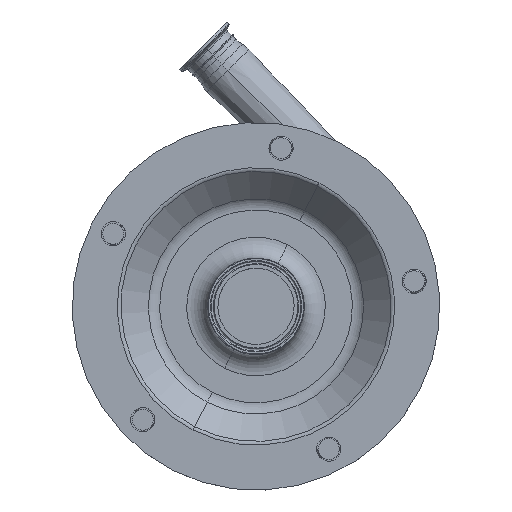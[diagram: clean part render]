
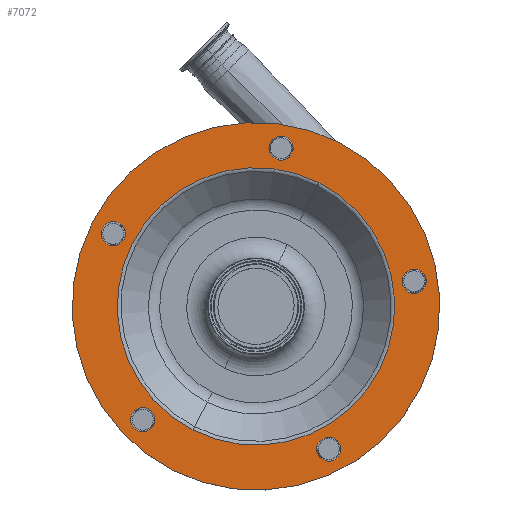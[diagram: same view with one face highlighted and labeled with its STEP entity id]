
A CAD part, top view. The second image highlights one B-rep face of the part: STEP entity #7072.
In plain terms, the highlighted planar face has unit normal (0, 0, 1).
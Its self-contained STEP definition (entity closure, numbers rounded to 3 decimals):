
#11 = PLANE ( 'NONE',  #9545 ) ;
#101 = ORIENTED_EDGE ( 'NONE', *, *, #3322, .F. ) ;
#189 = CARTESIAN_POINT ( 'NONE',  ( 74.454, -125.632, 321.5 ) ) ;
#326 = EDGE_CURVE ( 'NONE', #10815, #1482, #1977, .T. ) ;
#396 = DIRECTION ( 'NONE',  ( 0., 0., 1. ) ) ;
#433 = DIRECTION ( 'NONE',  ( 0., 0., -1. ) ) ;
#440 = CARTESIAN_POINT ( 'NONE',  ( 0., 0., 321.5 ) ) ;
#533 = ORIENTED_EDGE ( 'NONE', *, *, #8802, .F. ) ;
#579 = AXIS2_PLACEMENT_3D ( 'NONE', #11659, #2975, #3156 ) ;
#681 = CARTESIAN_POINT ( 'NONE',  ( 23.856, 150.622, 321.5 ) ) ;
#937 = FACE_BOUND ( 'NONE', #9716, .T. ) ;
#981 = DIRECTION ( 'NONE',  ( 0., 0., 1. ) ) ;
#1004 = DIRECTION ( 'NONE',  ( 0.454, 0.891, 0. ) ) ;
#1214 = CIRCLE ( 'NONE', #11331, 11.5 ) ;
#1239 = VERTEX_POINT ( 'NONE', #2127 ) ;
#1265 = VERTEX_POINT ( 'NONE', #5403 ) ;
#1288 = DIRECTION ( 'NONE',  ( 0.454, 0.891, 0. ) ) ;
#1425 = DIRECTION ( 'NONE',  ( -0.454, -0.891, 0. ) ) ;
#1443 = CARTESIAN_POINT ( 'NONE',  ( 79.448, 155.926, 321.5 ) ) ;
#1482 = VERTEX_POINT ( 'NONE', #6858 ) ;
#1617 = AXIS2_PLACEMENT_3D ( 'NONE', #11823, #11763, #2321 ) ;
#1946 = VERTEX_POINT ( 'NONE', #9641 ) ;
#1968 = CIRCLE ( 'NONE', #11087, 11.5 ) ;
#1977 = CIRCLE ( 'NONE', #6930, 11.5 ) ;
#1983 = AXIS2_PLACEMENT_3D ( 'NONE', #2293, #433, #6059 ) ;
#2004 = ORIENTED_EDGE ( 'NONE', *, *, #3882, .F. ) ;
#2103 = DIRECTION ( 'NONE',  ( -0.454, -0.891, 0. ) ) ;
#2127 = CARTESIAN_POINT ( 'NONE',  ( 59.959, 117.676, 321.5 ) ) ;
#2293 = CARTESIAN_POINT ( 'NONE',  ( 0., 0., 321.5 ) ) ;
#2321 = DIRECTION ( 'NONE',  ( -0.454, -0.891, 0. ) ) ;
#2343 = EDGE_LOOP ( 'NONE', ( #533, #7701 ) ) ;
#2611 = CIRCLE ( 'NONE', #9946, 11.5 ) ;
#2947 = ORIENTED_EDGE ( 'NONE', *, *, #6176, .F. ) ;
#2975 = DIRECTION ( 'NONE',  ( 0., 0., 1. ) ) ;
#3156 = DIRECTION ( 'NONE',  ( 0.454, 0.891, 0. ) ) ;
#3322 = EDGE_CURVE ( 'NONE', #10953, #8984, #2611, .T. ) ;
#3342 = DIRECTION ( 'NONE',  ( 0.454, 0.891, 0. ) ) ;
#3452 = CIRCLE ( 'NONE', #9215, 11.5 ) ;
#3596 = DIRECTION ( 'NONE',  ( 0.454, 0.891, 0. ) ) ;
#3605 = AXIS2_PLACEMENT_3D ( 'NONE', #5738, #981, #10595 ) ;
#3608 = AXIS2_PLACEMENT_3D ( 'NONE', #11860, #6259, #3596 ) ;
#3610 = DIRECTION ( 'NONE',  ( 0.454, 0.891, 0. ) ) ;
#3726 = FACE_BOUND ( 'NONE', #11936, .T. ) ;
#3735 = CARTESIAN_POINT ( 'NONE',  ( -107.834, -107.834, 321.5 ) ) ;
#3882 = EDGE_CURVE ( 'NONE', #4834, #8153, #11537, .T. ) ;
#3967 = FACE_BOUND ( 'NONE', #2343, .T. ) ;
#4177 = CARTESIAN_POINT ( 'NONE',  ( -107.834, -107.834, 321.5 ) ) ;
#4395 = DIRECTION ( 'NONE',  ( 0.454, 0.891, 0. ) ) ;
#4407 = CIRCLE ( 'NONE', #10945, 11.5 ) ;
#4430 = CARTESIAN_POINT ( 'NONE',  ( -141.099, 58.987, 321.5 ) ) ;
#4532 = EDGE_CURVE ( 'NONE', #1482, #10815, #1968, .T. ) ;
#4767 = ORIENTED_EDGE ( 'NONE', *, *, #9561, .F. ) ;
#4771 = FACE_BOUND ( 'NONE', #8142, .T. ) ;
#4834 = VERTEX_POINT ( 'NONE', #189 ) ;
#4841 = ORIENTED_EDGE ( 'NONE', *, *, #12039, .F. ) ;
#4913 = CIRCLE ( 'NONE', #10484, 175. ) ;
#5004 = DIRECTION ( 'NONE',  ( -0.454, -0.891, 0. ) ) ;
#5034 = CIRCLE ( 'NONE', #7225, 11.5 ) ;
#5035 = DIRECTION ( 'NONE',  ( 0., 0., 1. ) ) ;
#5320 = CARTESIAN_POINT ( 'NONE',  ( 23.856, 150.622, 321.5 ) ) ;
#5403 = CARTESIAN_POINT ( 'NONE',  ( -59.959, -117.676, 321.5 ) ) ;
#5418 = CARTESIAN_POINT ( 'NONE',  ( -113.055, -118.08, 321.5 ) ) ;
#5639 = VERTEX_POINT ( 'NONE', #6628 ) ;
#5738 = CARTESIAN_POINT ( 'NONE',  ( 69.234, -135.878, 321.5 ) ) ;
#5746 = EDGE_CURVE ( 'NONE', #5639, #1946, #1214, .T. ) ;
#5763 = EDGE_CURVE ( 'NONE', #1265, #1239, #9379, .T. ) ;
#5940 = ORIENTED_EDGE ( 'NONE', *, *, #4532, .F. ) ;
#6050 = ORIENTED_EDGE ( 'NONE', *, *, #5746, .F. ) ;
#6059 = DIRECTION ( 'NONE',  ( -0.454, -0.891, 0. ) ) ;
#6176 = EDGE_CURVE ( 'NONE', #8153, #4834, #8968, .T. ) ;
#6230 = EDGE_CURVE ( 'NONE', #1239, #1265, #7339, .T. ) ;
#6259 = DIRECTION ( 'NONE',  ( 0., 0., 1. ) ) ;
#6351 = EDGE_CURVE ( 'NONE', #12242, #8429, #8737, .T. ) ;
#6553 = AXIS2_PLACEMENT_3D ( 'NONE', #11360, #11849, #5004 ) ;
#6628 = CARTESIAN_POINT ( 'NONE',  ( 145.402, 13.61, 321.5 ) ) ;
#6824 = FACE_OUTER_BOUND ( 'NONE', #7280, .T. ) ;
#6858 = CARTESIAN_POINT ( 'NONE',  ( -102.613, -97.587, 321.5 ) ) ;
#6930 = AXIS2_PLACEMENT_3D ( 'NONE', #3735, #9509, #1004 ) ;
#6981 = EDGE_LOOP ( 'NONE', ( #12052, #12021 ) ) ;
#7072 = ADVANCED_FACE ( 'NONE', ( #4771, #3726, #9442, #3967, #8579, #6824, #937 ), #11, .F. ) ;
#7225 = AXIS2_PLACEMENT_3D ( 'NONE', #681, #10105, #3342 ) ;
#7251 = DIRECTION ( 'NONE',  ( 0., 0., 1. ) ) ;
#7280 = EDGE_LOOP ( 'NONE', ( #11798, #4841 ) ) ;
#7339 = CIRCLE ( 'NONE', #6553, 132.071 ) ;
#7431 = VERTEX_POINT ( 'NONE', #7719 ) ;
#7458 = EDGE_LOOP ( 'NONE', ( #4767, #6050 ) ) ;
#7578 = DIRECTION ( 'NONE',  ( 0., 0., -1. ) ) ;
#7701 = ORIENTED_EDGE ( 'NONE', *, *, #8539, .F. ) ;
#7719 = CARTESIAN_POINT ( 'NONE',  ( 29.077, 160.869, 321.5 ) ) ;
#7960 = DIRECTION ( 'NONE',  ( 0.454, 0.891, 0. ) ) ;
#8142 = EDGE_LOOP ( 'NONE', ( #5940, #12099 ) ) ;
#8153 = VERTEX_POINT ( 'NONE', #10326 ) ;
#8396 = DIRECTION ( 'NONE',  ( 0., 0., 1. ) ) ;
#8429 = VERTEX_POINT ( 'NONE', #1443 ) ;
#8506 = VERTEX_POINT ( 'NONE', #11818 ) ;
#8539 = EDGE_CURVE ( 'NONE', #8506, #7431, #3452, .T. ) ;
#8579 = FACE_BOUND ( 'NONE', #6981, .T. ) ;
#8674 = CARTESIAN_POINT ( 'NONE',  ( -79.448, -155.926, 321.5 ) ) ;
#8737 = CIRCLE ( 'NONE', #1983, 175. ) ;
#8802 = EDGE_CURVE ( 'NONE', #7431, #8506, #5034, .T. ) ;
#8898 = CARTESIAN_POINT ( 'NONE',  ( 150.622, 23.856, 321.5 ) ) ;
#8968 = CIRCLE ( 'NONE', #3605, 11.5 ) ;
#8984 = VERTEX_POINT ( 'NONE', #4430 ) ;
#9215 = AXIS2_PLACEMENT_3D ( 'NONE', #5320, #8396, #3610 ) ;
#9379 = CIRCLE ( 'NONE', #1617, 132.071 ) ;
#9442 = FACE_BOUND ( 'NONE', #7458, .T. ) ;
#9464 = CARTESIAN_POINT ( 'NONE',  ( -130.658, 79.48, 321.5 ) ) ;
#9509 = DIRECTION ( 'NONE',  ( 0., 0., 1. ) ) ;
#9545 = AXIS2_PLACEMENT_3D ( 'NONE', #10606, #7578, #2103 ) ;
#9552 = CARTESIAN_POINT ( 'NONE',  ( -135.878, 69.234, 321.5 ) ) ;
#9561 = EDGE_CURVE ( 'NONE', #1946, #5639, #4407, .T. ) ;
#9641 = CARTESIAN_POINT ( 'NONE',  ( 155.843, 34.103, 321.5 ) ) ;
#9716 = EDGE_LOOP ( 'NONE', ( #101, #11439 ) ) ;
#9792 = DIRECTION ( 'NONE',  ( 0., 0., 1. ) ) ;
#9926 = DIRECTION ( 'NONE',  ( 0., 0., -1. ) ) ;
#9946 = AXIS2_PLACEMENT_3D ( 'NONE', #9552, #9792, #1288 ) ;
#9995 = CARTESIAN_POINT ( 'NONE',  ( 150.622, 23.856, 321.5 ) ) ;
#10105 = DIRECTION ( 'NONE',  ( 0., 0., 1. ) ) ;
#10326 = CARTESIAN_POINT ( 'NONE',  ( 64.013, -146.125, 321.5 ) ) ;
#10484 = AXIS2_PLACEMENT_3D ( 'NONE', #440, #9926, #1425 ) ;
#10595 = DIRECTION ( 'NONE',  ( 0.454, 0.891, 0. ) ) ;
#10606 = CARTESIAN_POINT ( 'NONE',  ( -155.926, 79.448, 321.5 ) ) ;
#10676 = CIRCLE ( 'NONE', #579, 11.5 ) ;
#10815 = VERTEX_POINT ( 'NONE', #5418 ) ;
#10817 = DIRECTION ( 'NONE',  ( 0.454, 0.891, 0. ) ) ;
#10945 = AXIS2_PLACEMENT_3D ( 'NONE', #9995, #7251, #4395 ) ;
#10953 = VERTEX_POINT ( 'NONE', #9464 ) ;
#11087 = AXIS2_PLACEMENT_3D ( 'NONE', #4177, #5035, #10817 ) ;
#11331 = AXIS2_PLACEMENT_3D ( 'NONE', #8898, #396, #7960 ) ;
#11360 = CARTESIAN_POINT ( 'NONE',  ( 0., 0., 321.5 ) ) ;
#11439 = ORIENTED_EDGE ( 'NONE', *, *, #11932, .F. ) ;
#11537 = CIRCLE ( 'NONE', #3608, 11.5 ) ;
#11659 = CARTESIAN_POINT ( 'NONE',  ( -135.878, 69.234, 321.5 ) ) ;
#11763 = DIRECTION ( 'NONE',  ( 0., 0., -1. ) ) ;
#11798 = ORIENTED_EDGE ( 'NONE', *, *, #6351, .F. ) ;
#11818 = CARTESIAN_POINT ( 'NONE',  ( 18.635, 140.376, 321.5 ) ) ;
#11823 = CARTESIAN_POINT ( 'NONE',  ( 0., 0., 321.5 ) ) ;
#11849 = DIRECTION ( 'NONE',  ( 0., 0., -1. ) ) ;
#11860 = CARTESIAN_POINT ( 'NONE',  ( 69.234, -135.878, 321.5 ) ) ;
#11932 = EDGE_CURVE ( 'NONE', #8984, #10953, #10676, .T. ) ;
#11936 = EDGE_LOOP ( 'NONE', ( #2004, #2947 ) ) ;
#12021 = ORIENTED_EDGE ( 'NONE', *, *, #6230, .T. ) ;
#12039 = EDGE_CURVE ( 'NONE', #8429, #12242, #4913, .T. ) ;
#12052 = ORIENTED_EDGE ( 'NONE', *, *, #5763, .T. ) ;
#12099 = ORIENTED_EDGE ( 'NONE', *, *, #326, .F. ) ;
#12242 = VERTEX_POINT ( 'NONE', #8674 ) ;
